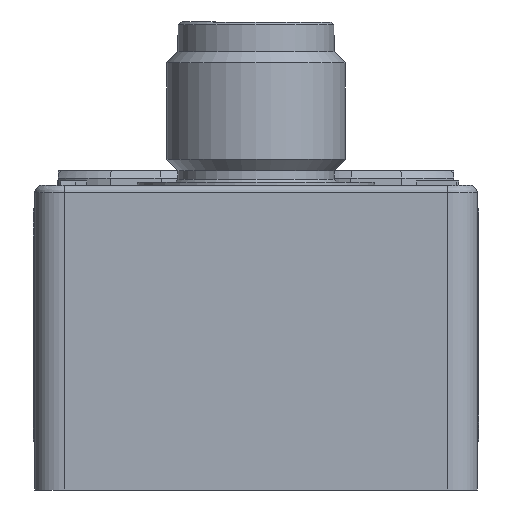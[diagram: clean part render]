
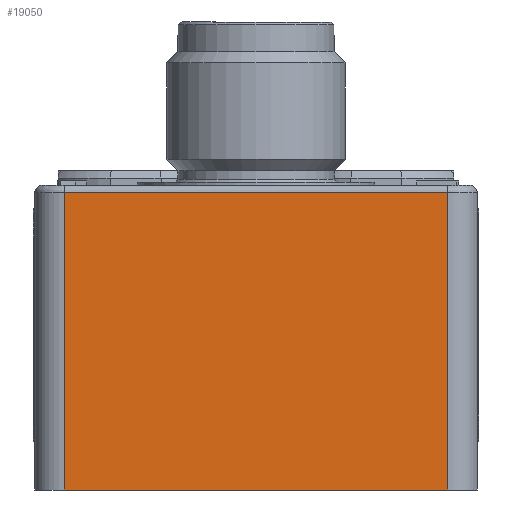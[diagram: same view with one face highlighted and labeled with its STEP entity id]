
A CAD part, left-side view. The second image highlights one B-rep face of the part: STEP entity #19050.
In plain terms, the highlighted planar face has unit normal (-1, 0, 0).
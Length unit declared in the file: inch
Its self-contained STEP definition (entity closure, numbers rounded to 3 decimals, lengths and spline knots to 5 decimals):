
#60 = DIRECTION ( 'NONE',  ( 0., -1., 0. ) ) ;
#566 = EDGE_LOOP ( 'NONE', ( #7538, #22232, #27798, #21057 ) ) ;
#1411 = LINE ( 'NONE', #31224, #20002 ) ;
#1477 = CARTESIAN_POINT ( 'NONE',  ( -1.94882, -0.57087, 0.76772 ) ) ;
#4348 = CARTESIAN_POINT ( 'NONE',  ( -1.94882, 0.50787, 0.76772 ) ) ;
#6343 = FACE_OUTER_BOUND ( 'NONE', #566, .T. ) ;
#7538 = ORIENTED_EDGE ( 'NONE', *, *, #32281, .F. ) ;
#7639 = VERTEX_POINT ( 'NONE', #22444 ) ;
#14217 = DIRECTION ( 'NONE',  ( 1., 0., 0. ) ) ;
#14321 = EDGE_CURVE ( 'NONE', #29286, #27425, #23924, .T. ) ;
#14392 = PLANE ( 'NONE',  #24023 ) ;
#14825 = VECTOR ( 'NONE', #16028, 39.37008 ) ;
#15726 = VERTEX_POINT ( 'NONE', #4348 ) ;
#15857 = CARTESIAN_POINT ( 'NONE',  ( -1.94882, -0.50787, 0.3937 ) ) ;
#16028 = DIRECTION ( 'NONE',  ( 0., 0., -1. ) ) ;
#16415 = VECTOR ( 'NONE', #60, 39.37008 ) ;
#16424 = CARTESIAN_POINT ( 'NONE',  ( -1.94882, -0.50787, 0.76772 ) ) ;
#16681 = DIRECTION ( 'NONE',  ( 0., 0., -1. ) ) ;
#19050 = ADVANCED_FACE ( 'NONE', ( #6343 ), #14392, .F. ) ;
#19327 = CARTESIAN_POINT ( 'NONE',  ( -1.94882, -0.57087, 0.7874 ) ) ;
#19367 = CARTESIAN_POINT ( 'NONE',  ( -1.94882, 0.50787, 0.7874 ) ) ;
#20002 = VECTOR ( 'NONE', #20703, 39.37008 ) ;
#20246 = LINE ( 'NONE', #1477, #16415 ) ;
#20703 = DIRECTION ( 'NONE',  ( 0., -1., 0. ) ) ;
#21057 = ORIENTED_EDGE ( 'NONE', *, *, #21935, .F. ) ;
#21935 = EDGE_CURVE ( 'NONE', #15726, #29286, #20246, .T. ) ;
#22232 = ORIENTED_EDGE ( 'NONE', *, *, #31178, .T. ) ;
#22444 = CARTESIAN_POINT ( 'NONE',  ( -1.94882, 0.50787, -0.01969 ) ) ;
#23427 = VECTOR ( 'NONE', #30063, 39.37008 ) ;
#23924 = LINE ( 'NONE', #15857, #14825 ) ;
#24023 = AXIS2_PLACEMENT_3D ( 'NONE', #19327, #14217, #16681 ) ;
#27020 = CARTESIAN_POINT ( 'NONE',  ( -1.94882, -0.50787, -0.01969 ) ) ;
#27425 = VERTEX_POINT ( 'NONE', #27020 ) ;
#27798 = ORIENTED_EDGE ( 'NONE', *, *, #14321, .F. ) ;
#29286 = VERTEX_POINT ( 'NONE', #16424 ) ;
#30063 = DIRECTION ( 'NONE',  ( 0., 0., 1. ) ) ;
#31178 = EDGE_CURVE ( 'NONE', #7639, #27425, #1411, .T. ) ;
#31224 = CARTESIAN_POINT ( 'NONE',  ( -1.94882, 0., -0.01969 ) ) ;
#32281 = EDGE_CURVE ( 'NONE', #7639, #15726, #32686, .T. ) ;
#32686 = LINE ( 'NONE', #19367, #23427 ) ;
